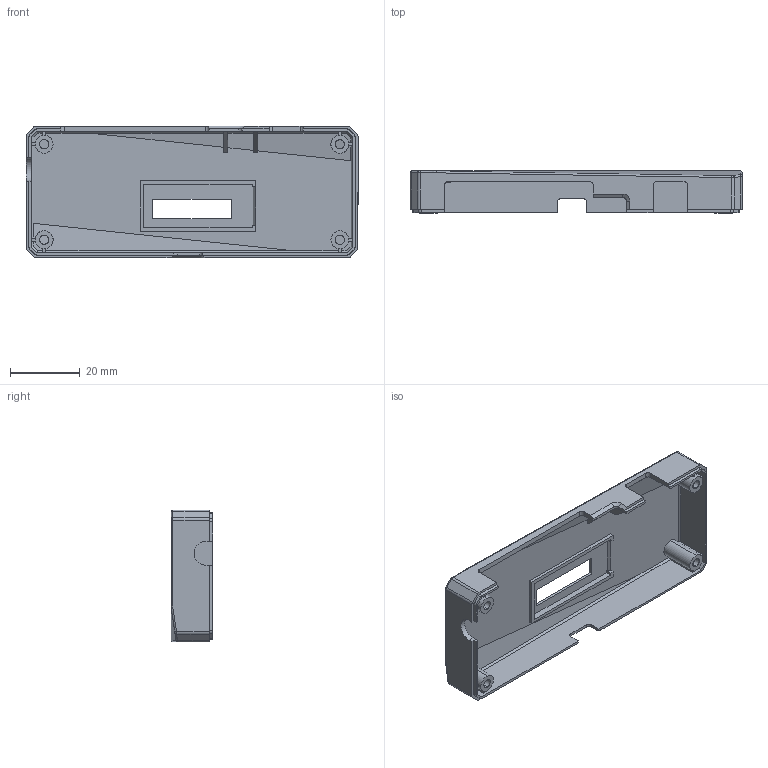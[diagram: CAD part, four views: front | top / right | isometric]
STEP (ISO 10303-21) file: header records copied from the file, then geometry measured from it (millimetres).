
FILE_DESCRIPTION (( 'STEP AP214' ), '1' );
FILE_NAME ('AN-Top.STEP', '2020-08-04T04:59:59', ( '' ), ( '' ), 'SwSTEP 2.0', 'SolidWorks 2018', '' );
FILE_SCHEMA (( 'AUTOMOTIVE_DESIGN' ));
Length unit declared in the file: millimetre
Products named in the file (1): AN-Top
Bounding box: 95 x 12 x 37.75 mm (x, y, z)
Volume: 8646.7 mm3; surface area: 12503.9 mm2
Topology: 1 solids, 1 shells, 218 faces, 593 edges, 382 vertices
Faces by surface type: plane 149, cylinder 52, bspline 12, cone 3, torus 2
Entity records: 6904 total; most frequent: CARTESIAN_POINT 1480, ORIENTED_EDGE 1186, DIRECTION 1050, EDGE_CURVE 593, VECTOR 450, LINE 450, VERTEX_POINT 382, AXIS2_PLACEMENT_3D 300
